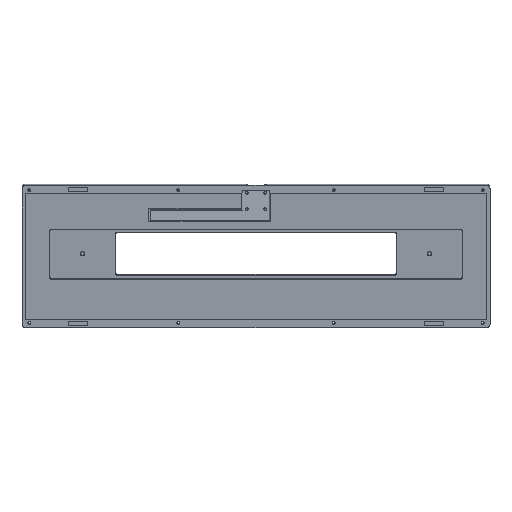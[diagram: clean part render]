
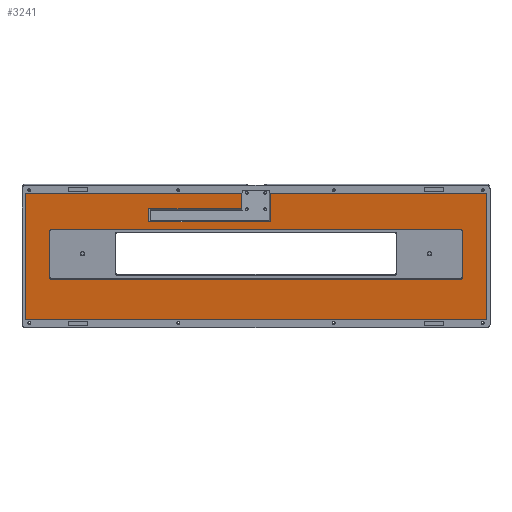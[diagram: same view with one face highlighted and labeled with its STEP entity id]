
A CAD part, top view. The second image highlights one B-rep face of the part: STEP entity #3241.
In plain terms, the highlighted planar face has unit normal (0, -0.131, 0.991).
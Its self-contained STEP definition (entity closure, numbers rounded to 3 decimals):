
#32=FACE_BOUND('',#397,.T.);
#76=PLANE('',#3483);
#193=FACE_OUTER_BOUND('',#396,.T.);
#396=EDGE_LOOP('',(#2342,#2343,#2344,#2345,#2346,#2347,#2348,#2349,#2350,
#2351,#2352,#2353,#2354,#2355));
#397=EDGE_LOOP('',(#2356,#2357,#2358,#2359,#2360,#2361,#2362,#2363));
#629=CIRCLE('',#3476,0.75);
#630=CIRCLE('',#3479,0.75);
#631=CIRCLE('',#3482,0.75);
#632=CIRCLE('',#3484,0.75);
#633=CIRCLE('',#3485,2.);
#634=CIRCLE('',#3486,2.);
#635=CIRCLE('',#3487,2.);
#636=CIRCLE('',#3488,2.);
#796=LINE('',#5037,#1106);
#799=LINE('',#5045,#1109);
#803=LINE('',#5055,#1113);
#804=LINE('',#5058,#1114);
#805=LINE('',#5060,#1115);
#806=LINE('',#5062,#1116);
#807=LINE('',#5064,#1117);
#808=LINE('',#5066,#1118);
#809=LINE('',#5068,#1119);
#810=LINE('',#5069,#1120);
#811=LINE('',#5072,#1121);
#812=LINE('',#5076,#1122);
#813=LINE('',#5080,#1123);
#814=LINE('',#5084,#1124);
#1106=VECTOR('',#3968,10.);
#1109=VECTOR('',#3977,10.);
#1113=VECTOR('',#3987,10.);
#1114=VECTOR('',#3990,10.);
#1115=VECTOR('',#3991,10.);
#1116=VECTOR('',#3992,10.);
#1117=VECTOR('',#3993,10.);
#1118=VECTOR('',#3994,10.);
#1119=VECTOR('',#3995,10.);
#1120=VECTOR('',#3996,10.);
#1121=VECTOR('',#3997,10.);
#1122=VECTOR('',#4000,10.);
#1123=VECTOR('',#4003,10.);
#1124=VECTOR('',#4006,10.);
#1479=VERTEX_POINT('',#5030);
#1480=VERTEX_POINT('',#5031);
#1481=VERTEX_POINT('',#5036);
#1482=VERTEX_POINT('',#5040);
#1483=VERTEX_POINT('',#5044);
#1484=VERTEX_POINT('',#5048);
#1485=VERTEX_POINT('',#5049);
#1486=VERTEX_POINT('',#5054);
#1487=VERTEX_POINT('',#5056);
#1488=VERTEX_POINT('',#5059);
#1489=VERTEX_POINT('',#5061);
#1490=VERTEX_POINT('',#5063);
#1491=VERTEX_POINT('',#5065);
#1492=VERTEX_POINT('',#5067);
#1493=VERTEX_POINT('',#5070);
#1494=VERTEX_POINT('',#5071);
#1495=VERTEX_POINT('',#5073);
#1496=VERTEX_POINT('',#5075);
#1497=VERTEX_POINT('',#5077);
#1498=VERTEX_POINT('',#5079);
#1499=VERTEX_POINT('',#5081);
#1500=VERTEX_POINT('',#5083);
#1811=EDGE_CURVE('',#1479,#1480,#629,.T.);
#1814=EDGE_CURVE('',#1479,#1481,#796,.T.);
#1816=EDGE_CURVE('',#1482,#1481,#630,.T.);
#1818=EDGE_CURVE('',#1482,#1483,#799,.T.);
#1820=EDGE_CURVE('',#1484,#1485,#631,.T.);
#1823=EDGE_CURVE('',#1486,#1480,#803,.T.);
#1824=EDGE_CURVE('',#1486,#1487,#632,.T.);
#1825=EDGE_CURVE('',#1484,#1487,#804,.T.);
#1826=EDGE_CURVE('',#1488,#1485,#805,.T.);
#1827=EDGE_CURVE('',#1489,#1488,#806,.T.);
#1828=EDGE_CURVE('',#1490,#1489,#807,.T.);
#1829=EDGE_CURVE('',#1491,#1490,#808,.T.);
#1830=EDGE_CURVE('',#1492,#1491,#809,.T.);
#1831=EDGE_CURVE('',#1483,#1492,#810,.T.);
#1832=EDGE_CURVE('',#1493,#1494,#811,.T.);
#1833=EDGE_CURVE('',#1495,#1493,#633,.T.);
#1834=EDGE_CURVE('',#1496,#1495,#812,.T.);
#1835=EDGE_CURVE('',#1497,#1496,#634,.T.);
#1836=EDGE_CURVE('',#1498,#1497,#813,.T.);
#1837=EDGE_CURVE('',#1499,#1498,#635,.T.);
#1838=EDGE_CURVE('',#1500,#1499,#814,.T.);
#1839=EDGE_CURVE('',#1494,#1500,#636,.T.);
#2342=ORIENTED_EDGE('',*,*,#1811,.T.);
#2343=ORIENTED_EDGE('',*,*,#1823,.F.);
#2344=ORIENTED_EDGE('',*,*,#1824,.T.);
#2345=ORIENTED_EDGE('',*,*,#1825,.F.);
#2346=ORIENTED_EDGE('',*,*,#1820,.T.);
#2347=ORIENTED_EDGE('',*,*,#1826,.F.);
#2348=ORIENTED_EDGE('',*,*,#1827,.F.);
#2349=ORIENTED_EDGE('',*,*,#1828,.F.);
#2350=ORIENTED_EDGE('',*,*,#1829,.F.);
#2351=ORIENTED_EDGE('',*,*,#1830,.F.);
#2352=ORIENTED_EDGE('',*,*,#1831,.F.);
#2353=ORIENTED_EDGE('',*,*,#1818,.F.);
#2354=ORIENTED_EDGE('',*,*,#1816,.T.);
#2355=ORIENTED_EDGE('',*,*,#1814,.F.);
#2356=ORIENTED_EDGE('',*,*,#1832,.F.);
#2357=ORIENTED_EDGE('',*,*,#1833,.F.);
#2358=ORIENTED_EDGE('',*,*,#1834,.F.);
#2359=ORIENTED_EDGE('',*,*,#1835,.F.);
#2360=ORIENTED_EDGE('',*,*,#1836,.F.);
#2361=ORIENTED_EDGE('',*,*,#1837,.F.);
#2362=ORIENTED_EDGE('',*,*,#1838,.F.);
#2363=ORIENTED_EDGE('',*,*,#1839,.F.);
#3241=ADVANCED_FACE('',(#193,#32),#76,.F.);
#3476=AXIS2_PLACEMENT_3D('',#5032,#3962,#3963);
#3479=AXIS2_PLACEMENT_3D('',#5041,#3972,#3973);
#3482=AXIS2_PLACEMENT_3D('',#5050,#3981,#3982);
#3483=AXIS2_PLACEMENT_3D('',#5053,#3985,#3986);
#3484=AXIS2_PLACEMENT_3D('',#5057,#3988,#3989);
#3485=AXIS2_PLACEMENT_3D('',#5074,#3998,#3999);
#3486=AXIS2_PLACEMENT_3D('',#5078,#4001,#4002);
#3487=AXIS2_PLACEMENT_3D('',#5082,#4004,#4005);
#3488=AXIS2_PLACEMENT_3D('',#5085,#4007,#4008);
#3962=DIRECTION('center_axis',(0.,-0.131,0.991));
#3963=DIRECTION('ref_axis',(-0.707,-0.701,-0.092));
#3968=DIRECTION('',(0.,0.991,0.131));
#3972=DIRECTION('center_axis',(0.,-0.131,0.991));
#3973=DIRECTION('ref_axis',(-0.707,0.701,0.092));
#3977=DIRECTION('',(1.,0.,0.));
#3981=DIRECTION('center_axis',(0.,-0.131,0.991));
#3982=DIRECTION('ref_axis',(0.707,0.701,0.092));
#3985=DIRECTION('center_axis',(0.,0.131,-0.991));
#3986=DIRECTION('ref_axis',(-1.,0.,0.));
#3987=DIRECTION('',(-1.,0.,0.));
#3988=DIRECTION('center_axis',(0.,-0.131,0.991));
#3989=DIRECTION('ref_axis',(0.707,-0.701,-0.092));
#3990=DIRECTION('',(0.,-0.991,-0.131));
#3991=DIRECTION('',(1.,0.,0.));
#3992=DIRECTION('',(0.,0.991,0.131));
#3993=DIRECTION('',(1.,0.,0.));
#3994=DIRECTION('',(0.,-0.991,-0.131));
#3995=DIRECTION('',(-1.,0.,0.));
#3996=DIRECTION('',(0.,-0.991,-0.131));
#3997=DIRECTION('',(1.,0.,0.));
#3998=DIRECTION('center_axis',(0.,-0.131,0.991));
#3999=DIRECTION('ref_axis',(-1.,0.,0.));
#4000=DIRECTION('',(0.,-0.991,-0.131));
#4001=DIRECTION('center_axis',(0.,-0.131,0.991));
#4002=DIRECTION('ref_axis',(0.,0.991,0.131));
#4003=DIRECTION('',(-1.,0.,0.));
#4004=DIRECTION('center_axis',(0.,-0.131,0.991));
#4005=DIRECTION('ref_axis',(1.,0.,0.));
#4006=DIRECTION('',(0.,0.991,0.131));
#4007=DIRECTION('center_axis',(0.,-0.131,0.991));
#4008=DIRECTION('ref_axis',(0.,-0.991,-0.131));
#5030=CARTESIAN_POINT('',(-0.38,0.019,3.344));
#5031=CARTESIAN_POINT('',(0.37,-0.725,3.247));
#5032=CARTESIAN_POINT('Origin',(0.37,0.019,3.344));
#5036=CARTESIAN_POINT('',(-0.38,93.908,15.705));
#5037=CARTESIAN_POINT('',(-0.38,-0.725,3.247));
#5040=CARTESIAN_POINT('',(0.37,94.652,15.803));
#5041=CARTESIAN_POINT('Origin',(0.37,93.908,15.705));
#5044=CARTESIAN_POINT('',(162.927,94.652,15.803));
#5045=CARTESIAN_POINT('',(-0.38,94.652,15.803));
#5048=CARTESIAN_POINT('',(348.233,93.908,15.705));
#5049=CARTESIAN_POINT('',(347.483,94.652,15.803));
#5050=CARTESIAN_POINT('Origin',(347.483,93.908,15.705));
#5053=CARTESIAN_POINT('Origin',(173.927,46.963,9.525));
#5054=CARTESIAN_POINT('',(347.483,-0.725,3.247));
#5055=CARTESIAN_POINT('',(348.233,-0.725,3.247));
#5056=CARTESIAN_POINT('',(348.233,0.019,3.344));
#5057=CARTESIAN_POINT('Origin',(347.483,0.019,3.344));
#5058=CARTESIAN_POINT('',(348.233,94.652,15.803));
#5059=CARTESIAN_POINT('',(184.927,94.652,15.803));
#5060=CARTESIAN_POINT('',(-0.38,94.652,15.803));
#5061=CARTESIAN_POINT('',(184.927,72.571,12.896));
#5062=CARTESIAN_POINT('',(184.927,65.94,12.023));
#5063=CARTESIAN_POINT('',(92.927,72.571,12.896));
#5064=CARTESIAN_POINT('',(178.927,72.571,12.896));
#5065=CARTESIAN_POINT('',(92.927,82.554,14.21));
#5066=CARTESIAN_POINT('',(92.927,62.008,11.506));
#5067=CARTESIAN_POINT('',(162.927,82.554,14.21));
#5068=CARTESIAN_POINT('',(133.927,82.554,14.21));
#5069=CARTESIAN_POINT('',(162.927,64.772,11.869));
#5070=CARTESIAN_POINT('',(19.844,28.949,7.153));
#5071=CARTESIAN_POINT('',(328.009,28.949,7.153));
#5072=CARTESIAN_POINT('',(250.968,28.949,7.153));
#5073=CARTESIAN_POINT('',(17.844,30.931,7.414));
#5074=CARTESIAN_POINT('Origin',(19.844,30.931,7.414));
#5075=CARTESIAN_POINT('',(17.844,64.809,11.874));
#5076=CARTESIAN_POINT('',(17.844,38.947,8.47));
#5077=CARTESIAN_POINT('',(19.844,66.792,12.135));
#5078=CARTESIAN_POINT('Origin',(19.844,64.809,11.874));
#5079=CARTESIAN_POINT('',(328.009,66.792,12.135));
#5080=CARTESIAN_POINT('',(96.885,66.792,12.135));
#5081=CARTESIAN_POINT('',(330.009,64.809,11.874));
#5082=CARTESIAN_POINT('Origin',(328.009,64.809,11.874));
#5083=CARTESIAN_POINT('',(330.009,30.931,7.414));
#5084=CARTESIAN_POINT('',(330.009,55.886,10.7));
#5085=CARTESIAN_POINT('Origin',(328.009,30.931,7.414));
